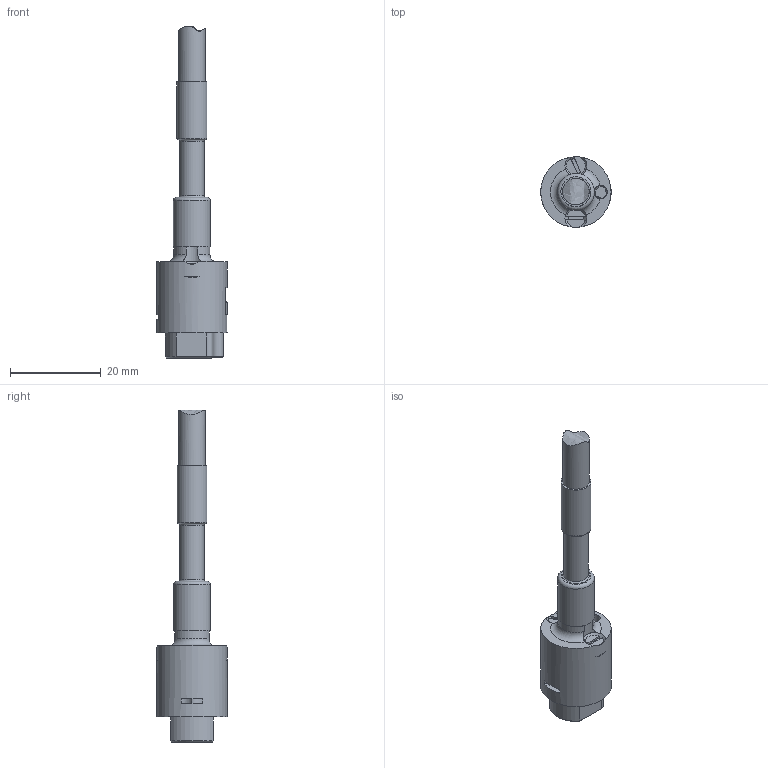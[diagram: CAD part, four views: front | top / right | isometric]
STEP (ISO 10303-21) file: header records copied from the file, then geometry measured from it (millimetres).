
FILE_DESCRIPTION(/* description */ ('Alibre Inc.'),/* implementation_level */ '2;1');
FILE_NAME(/* name */ 'export0',/* time_stamp */ '2009-08-31T13:06:57-07:00',/* author */ (''),/* organization */ (''),/* preprocessor_version */ 'ST-DEVELOPER v10',/* originating_system */ 'Alibre',/* authorisation */ '');
FILE_SCHEMA (('CONFIG_CONTROL_DESIGN'));
Length unit declared in the file: centimetre
Products named in the file (1): ID_1
Bounding box: 15.53 x 15.64 x 73.12 mm (x, y, z)
Volume: 4279.7 mm3; surface area: 4132.9 mm2
Topology: 1 solids, 1 shells, 186 faces, 487 edges, 301 vertices
Faces by surface type: plane 72, cylinder 64, cone 43, torus 6, bspline 1
Full cylindrical faces by diameter (mm): 1.168 x9, 1.778 x2, 1.93 x18, 2.261 x2, 2.286 x3, 2.845 x1, 2.946 x2, 4.648 x1, 5.334 x1, 5.842 x1, 6.35 x1, 6.604 x1, 8.128 x1, 15.494 x1
Entity records: 5162 total; most frequent: CARTESIAN_POINT 1114, DIRECTION 781, ORIENTED_EDGE 746, EDGE_CURVE 373, AXIS2_PLACEMENT_3D 368, EDGE_LOOP 314, FACE_BOUND 314, VERTEX_POINT 267
